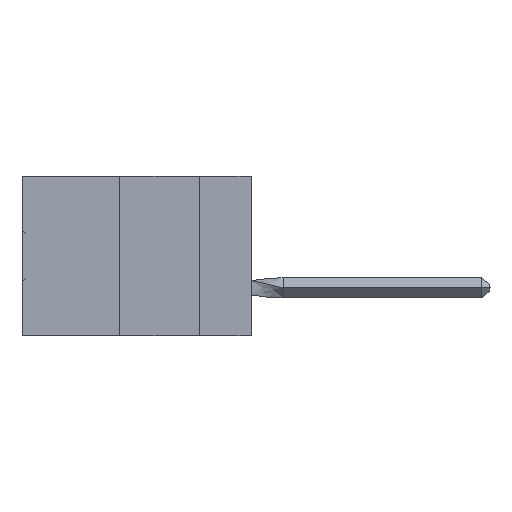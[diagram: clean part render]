
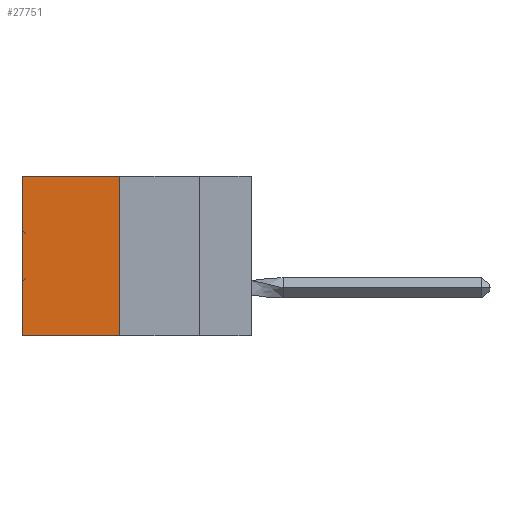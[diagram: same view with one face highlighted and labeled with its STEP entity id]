
A CAD part, left-side view. The second image highlights one B-rep face of the part: STEP entity #27751.
In plain terms, the highlighted planar face has unit normal (-1, 0, 0).
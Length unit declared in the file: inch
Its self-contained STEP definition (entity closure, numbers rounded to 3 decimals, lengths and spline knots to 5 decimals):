
#464 = PLANE ( 'NONE',  #29314 ) ;
#876 = DIRECTION ( 'NONE',  ( 0., 0., -1. ) ) ;
#2821 = VERTEX_POINT ( 'NONE', #20702 ) ;
#7573 = CARTESIAN_POINT ( 'NONE',  ( 0.305, 0.72, -0.5 ) ) ;
#8739 = VECTOR ( 'NONE', #41219, 39.37008 ) ;
#12773 = ORIENTED_EDGE ( 'NONE', *, *, #23814, .T. ) ;
#17154 = CARTESIAN_POINT ( 'NONE',  ( 0.305, 0.413, -0.5 ) ) ;
#17508 = VERTEX_POINT ( 'NONE', #48860 ) ;
#18196 = EDGE_CURVE ( 'NONE', #41013, #2821, #46722, .T. ) ;
#19128 = VECTOR ( 'NONE', #876, 39.37008 ) ;
#20702 = CARTESIAN_POINT ( 'NONE',  ( 0.305, 0.72, -0.5 ) ) ;
#21621 = ORIENTED_EDGE ( 'NONE', *, *, #32635, .F. ) ;
#23341 = VERTEX_POINT ( 'NONE', #17154 ) ;
#23814 = EDGE_CURVE ( 'NONE', #17508, #41013, #44641, .T. ) ;
#24123 = DIRECTION ( 'NONE',  ( 0., 0., -1. ) ) ;
#24668 = ORIENTED_EDGE ( 'NONE', *, *, #47478, .F. ) ;
#27751 = ADVANCED_FACE ( 'NONE', ( #57342 ), #464, .F. ) ;
#28134 = LINE ( 'NONE', #42443, #46023 ) ;
#29314 = AXIS2_PLACEMENT_3D ( 'NONE', #46532, #32934, #24123 ) ;
#31585 = VECTOR ( 'NONE', #53345, 39.37008 ) ;
#32635 = EDGE_CURVE ( 'NONE', #23341, #2821, #28134, .T. ) ;
#32934 = DIRECTION ( 'NONE',  ( 1., 0., 0. ) ) ;
#37607 = CARTESIAN_POINT ( 'NONE',  ( 0.305, 0.72, 0. ) ) ;
#39928 = LINE ( 'NONE', #42522, #19128 ) ;
#41013 = VERTEX_POINT ( 'NONE', #37607 ) ;
#41219 = DIRECTION ( 'NONE',  ( 0., 1., 0. ) ) ;
#42443 = CARTESIAN_POINT ( 'NONE',  ( 0.305, 0.413, -0.5 ) ) ;
#42522 = CARTESIAN_POINT ( 'NONE',  ( 0.305, 0.413, -0.5 ) ) ;
#44641 = LINE ( 'NONE', #55871, #8739 ) ;
#45233 = EDGE_LOOP ( 'NONE', ( #51964, #21621, #24668, #12773 ) ) ;
#46023 = VECTOR ( 'NONE', #57043, 39.37008 ) ;
#46532 = CARTESIAN_POINT ( 'NONE',  ( 0.305, 0.413, -0.5 ) ) ;
#46722 = LINE ( 'NONE', #7573, #31585 ) ;
#47478 = EDGE_CURVE ( 'NONE', #17508, #23341, #39928, .T. ) ;
#48860 = CARTESIAN_POINT ( 'NONE',  ( 0.305, 0.413, 0. ) ) ;
#51964 = ORIENTED_EDGE ( 'NONE', *, *, #18196, .T. ) ;
#53345 = DIRECTION ( 'NONE',  ( 0., 0., -1. ) ) ;
#55871 = CARTESIAN_POINT ( 'NONE',  ( 0.305, 0.413, 0. ) ) ;
#57043 = DIRECTION ( 'NONE',  ( 0., 1., 0. ) ) ;
#57342 = FACE_OUTER_BOUND ( 'NONE', #45233, .T. ) ;
